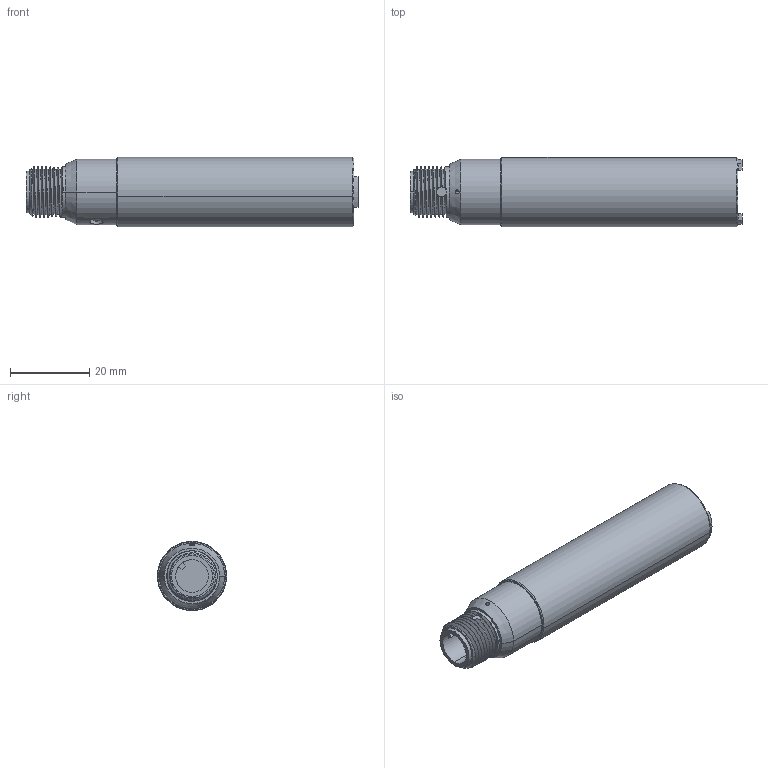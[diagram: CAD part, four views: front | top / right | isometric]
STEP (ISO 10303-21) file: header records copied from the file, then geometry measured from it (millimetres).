
FILE_DESCRIPTION((''),'2;1');
FILE_NAME('194508_ASM','2016-04-29T',('pdmadmin'),(''),'PRO/ENGINEER BY PARAMETRIC TECHNOLOGY CORPORATION, 2016010','PRO/ENGINEER BY PARAMETRIC TECHNOLOGY CORPORATION, 2016010','');
FILE_SCHEMA(('CONFIG_CONTROL_DESIGN'));
Products named in the file (9): 29100_AF0; 08427_AF0; 28554; 28557; 156128_AF0; 53834_AF0; 119616_AF0; 136028_AF0_ASM; 194508_ASM
Assembly tree (8 placements, depth 3):
  194508_ASM
    29100_AF0
    08427_AF0
    28554
    28557
    156128_AF0
    136028_AF0_ASM
      53834_AF0
      119616_AF0
Bounding box: 83.7 x 17.47 x 17.47 mm (x, y, z)
Volume: 5187.7 mm3; surface area: 10390.4 mm2
Topology: 9 solids, 9 shells, 234 faces, 569 edges, 365 vertices
Faces by surface type: cylinder 94, plane 91, cone 26, bspline 17, sphere 4, torus 2
Entity records: 10339 total; most frequent: CARTESIAN_POINT 4703, ORIENTED_EDGE 1130, DIRECTION 1123, EDGE_CURVE 565, AXIS2_PLACEMENT_3D 426, VERTEX_POINT 365, VECTOR 271, LINE 271
